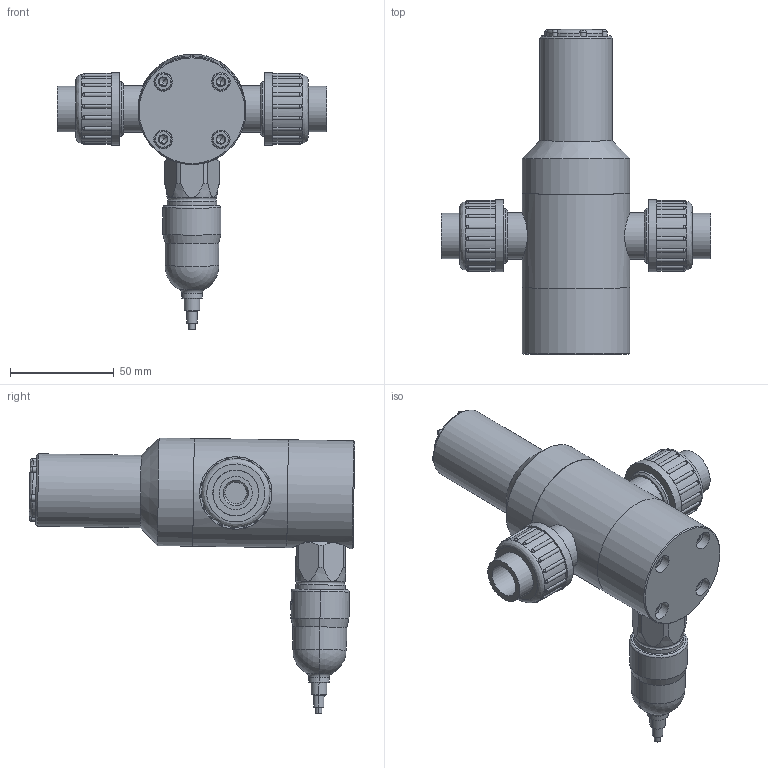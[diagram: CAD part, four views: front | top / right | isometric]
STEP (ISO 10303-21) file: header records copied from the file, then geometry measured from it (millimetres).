
FILE_DESCRIPTION (( 'STEP AP214' ), '1' );
FILE_NAME ('16-1162-0X-NC.step', '2019-11-05T09:07:31', ( '' ), ( '' ), 'SwSTEP 2.0', 'SolidWorks 2020', '' );
FILE_SCHEMA (( 'AUTOMOTIVE_DESIGN' ));
Length unit declared in the file: millimetre
Products named in the file (12): NC Small; 16mm switch body PS-05-827 - PVC; 16mm Cap; Part1; 16 - 20 PS housing; 723690005; Vis inox 304 TC HC 5x30.STEP; 16-1162-0X-NC; 723600105; 16mm union stub; Switch Boot; PVC Bonnet all size_20mm GFPP
Assembly tree (17 placements, depth 3):
  16-1162-0X-NC
    PVC Bonnet all size_20mm GFPP
    16mm Cap
    723600105  x2
    723690005  x2
    16 - 20 PS housing
      Part1
      NC Small
    Vis inox 304 TC HC 5x30.STEP  x4
    Switch Boot
    16mm switch body PS-05-827 - PVC
    16mm union stub  x2
Bounding box: 129.8 x 156.96 x 133.14 mm (x, y, z)
Volume: 338199.6 mm3; surface area: 81346.6 mm2
Topology: 16 solids, 16 shells, 533 faces, 1315 edges, 831 vertices
Faces by surface type: cylinder 201, plane 164, cone 84, torus 42, bspline 38, sphere 4
Full cylindrical faces by diameter (mm): 5.2 x1, 9 x4, 10.4 x3, 10.5 x2, 13.6 x2, 16 x2, 20.2 x2, 21 x1, 22 x2, 22.1 x2, 22.5 x4, 24 x5, 25.912 x2, 26.441 x2, 27 x2, 33 x2, 35 x3, 38 x1, 52 x3
Entity records: 16345 total; most frequent: CARTESIAN_POINT 8354, DIRECTION 1534, ORIENTED_EDGE 1534, EDGE_CURVE 767, AXIS2_PLACEMENT_3D 651, VERTEX_POINT 514, EDGE_LOOP 429, FACE_OUTER_BOUND 387
